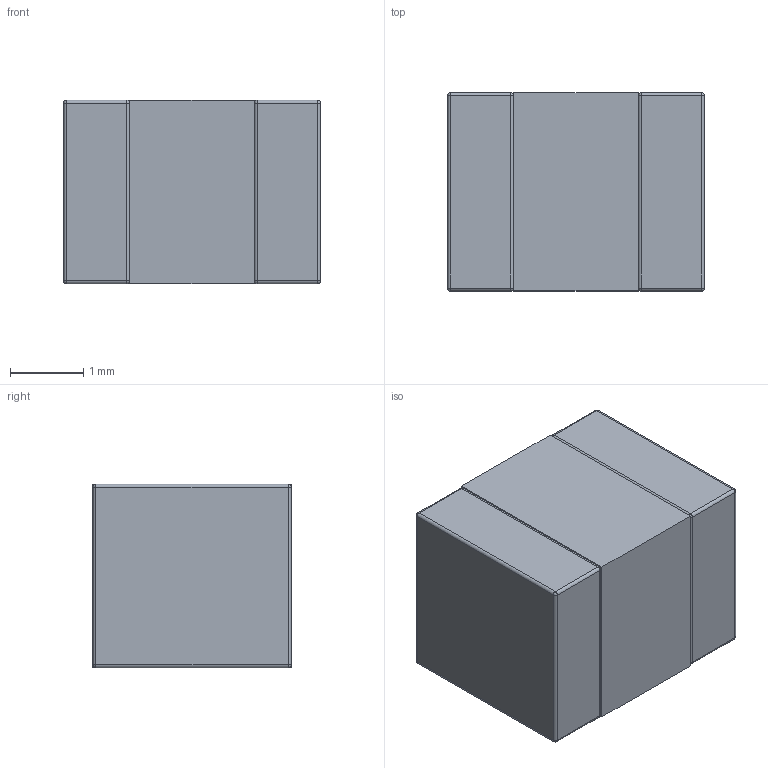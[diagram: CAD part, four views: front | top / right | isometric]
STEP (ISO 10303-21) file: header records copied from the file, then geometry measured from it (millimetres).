
FILE_DESCRIPTION(/* description */ (''),/* implementation_level */ '2;1');
FILE_NAME(/* name */ 'chip_1610418278107.stp',/* time_stamp */ '2021-01-12T02:24:42+00:00',/* author */ (''),/* organization */ (''),/* preprocessor_version */ 'ST-DEVELOPER v18.1',/* originating_system */ 'ASM',/* authorisation */ '');
FILE_SCHEMA (('AUTOMOTIVE_DESIGN { 1 0 10303 214 3 1 1 }'));
Length unit declared in the file: millimetre
Products named in the file (1): chip_1610418278107
Bounding box: 3.5 x 2.7 x 2.5 mm (x, y, z)
Volume: 23.6 mm3; surface area: 50.7 mm2
Topology: 1 solids, 1 shells, 56 faces, 108 edges, 56 vertices
Faces by surface type: cylinder 24, sphere 16, plane 16
Entity records: 1459 total; most frequent: DIRECTION 270, CARTESIAN_POINT 221, ORIENTED_EDGE 216, EDGE_CURVE 108, AXIS2_PLACEMENT_3D 105, LINE 60, VECTOR 60, EDGE_LOOP 58
